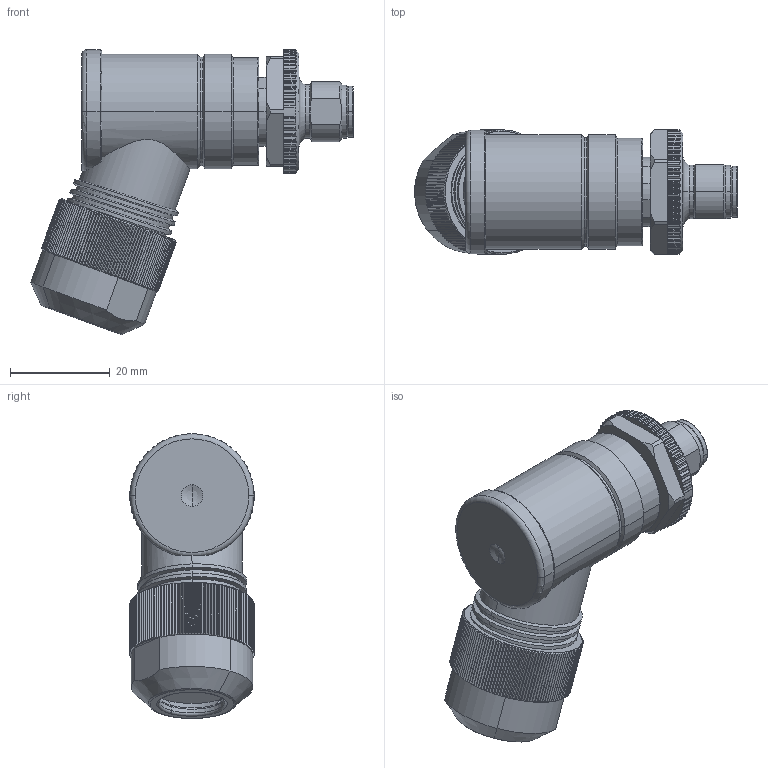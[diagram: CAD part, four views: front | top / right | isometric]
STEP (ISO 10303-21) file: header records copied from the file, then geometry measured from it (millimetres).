
FILE_DESCRIPTION((''),'2;1');
FILE_NAME('CAD-8075','2022-01-03T11:22:21',('creinig-se'),(''),'CREO PARAMETRIC BY PTC INC, 2019292','CREO PARAMETRIC BY PTC INC, 2019292','');
FILE_SCHEMA(('CONFIG_CONTROL_DESIGN','SHAPE_APPEARANCE_LAYERS_GROUPS'));
Length unit declared in the file: millimetre
Products named in the file (1): CAD-8075
Bounding box: 64.73 x 25 x 57.2 mm (x, y, z)
Volume: 31714 mm3; surface area: 9023 mm2
Topology: 1 solids, 1 shells, 1032 faces, 2933 edges, 1886 vertices
Faces by surface type: plane 468, cylinder 439, torus 53, cone 39, sphere 28, bspline 5
Entity records: 47311 total; most frequent: CARTESIAN_POINT 11118, ORIENTED_EDGE 5802, DIRECTION 4831, PRESENTATION_STYLE_ASSIGNMENT 3064, STYLED_ITEM 2902, CURVE_STYLE 2901, EDGE_CURVE 2901, VERTEX_POINT 1886
